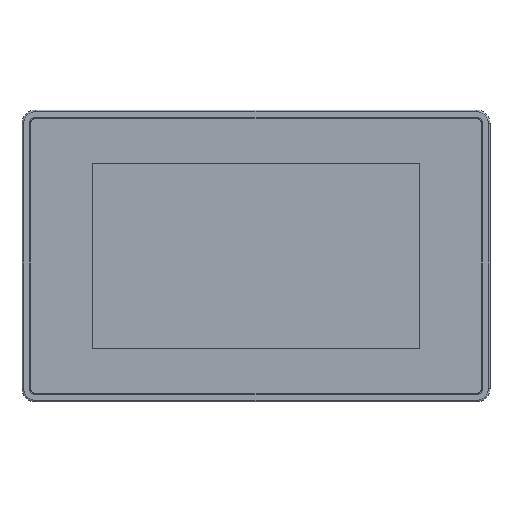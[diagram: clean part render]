
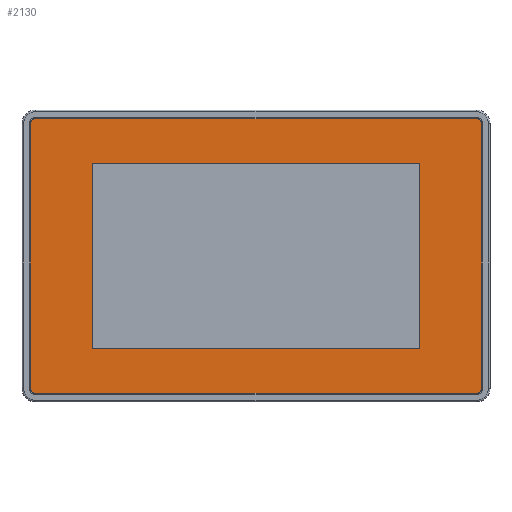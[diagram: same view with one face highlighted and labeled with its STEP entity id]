
A CAD part, top view. The second image highlights one B-rep face of the part: STEP entity #2130.
In plain terms, the highlighted planar face has unit normal (0, 0, 1).
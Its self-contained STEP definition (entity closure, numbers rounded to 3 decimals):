
#70 = EDGE_CURVE ( 'NONE', #3920, #7678, #683, .T. ) ;
#92 = CARTESIAN_POINT ( 'NONE',  ( 48.15, 27.25, 0. ) ) ;
#173 = CARTESIAN_POINT ( 'NONE',  ( 64.85, -38.95, 0. ) ) ;
#229 = FACE_OUTER_BOUND ( 'NONE', #2067, .T. ) ;
#423 = PLANE ( 'NONE',  #6280 ) ;
#613 = CARTESIAN_POINT ( 'NONE',  ( -48.15, -27.25, 0. ) ) ;
#683 = CIRCLE ( 'NONE', #1901, 1.5 ) ;
#946 = CARTESIAN_POINT ( 'NONE',  ( -48.15, -27.25, 0. ) ) ;
#956 = EDGE_CURVE ( 'NONE', #4523, #8285, #2289, .T. ) ;
#1036 = CARTESIAN_POINT ( 'NONE',  ( 48.15, -27.25, 0. ) ) ;
#1119 = DIRECTION ( 'NONE',  ( 1., 0., 0. ) ) ;
#1609 = DIRECTION ( 'NONE',  ( 1., 0., 0. ) ) ;
#1686 = CARTESIAN_POINT ( 'NONE',  ( -66.35, 38.95, 0. ) ) ;
#1694 = DIRECTION ( 'NONE',  ( 1., 0., 0. ) ) ;
#1726 = EDGE_CURVE ( 'NONE', #5569, #3920, #6769, .T. ) ;
#1775 = LINE ( 'NONE', #1686, #5711 ) ;
#1782 = VECTOR ( 'NONE', #2592, 1000. ) ;
#1872 = LINE ( 'NONE', #7540, #5558 ) ;
#1901 = AXIS2_PLACEMENT_3D ( 'NONE', #6276, #9145, #8437 ) ;
#1932 = VECTOR ( 'NONE', #8168, 1000. ) ;
#2006 = CARTESIAN_POINT ( 'NONE',  ( -64.85, -38.95, 0. ) ) ;
#2050 = VECTOR ( 'NONE', #6567, 1000. ) ;
#2067 = EDGE_LOOP ( 'NONE', ( #5412, #3663, #2413, #6043, #2669, #8207, #4755, #8275 ) ) ;
#2130 = ADVANCED_FACE ( 'NONE', ( #8874, #229 ), #423, .F. ) ;
#2289 = LINE ( 'NONE', #946, #6734 ) ;
#2332 = CARTESIAN_POINT ( 'NONE',  ( 66.35, -38.95, 0. ) ) ;
#2413 = ORIENTED_EDGE ( 'NONE', *, *, #5446, .T. ) ;
#2486 = EDGE_CURVE ( 'NONE', #3800, #5569, #7631, .T. ) ;
#2592 = DIRECTION ( 'NONE',  ( 1., 0., 0. ) ) ;
#2596 = VERTEX_POINT ( 'NONE', #7681 ) ;
#2669 = ORIENTED_EDGE ( 'NONE', *, *, #2486, .T. ) ;
#2863 = CARTESIAN_POINT ( 'NONE',  ( -48.15, 27.25, 0. ) ) ;
#2867 = VERTEX_POINT ( 'NONE', #5452 ) ;
#2989 = CARTESIAN_POINT ( 'NONE',  ( -48.15, 27.25, 0. ) ) ;
#3113 = DIRECTION ( 'NONE',  ( 0., 0., 1. ) ) ;
#3224 = CARTESIAN_POINT ( 'NONE',  ( 0., 0., 0. ) ) ;
#3432 = CARTESIAN_POINT ( 'NONE',  ( -66.35, -38.95, 0. ) ) ;
#3525 = VERTEX_POINT ( 'NONE', #7212 ) ;
#3619 = EDGE_CURVE ( 'NONE', #3525, #2596, #5408, .T. ) ;
#3663 = ORIENTED_EDGE ( 'NONE', *, *, #3949, .T. ) ;
#3800 = VERTEX_POINT ( 'NONE', #7148 ) ;
#3920 = VERTEX_POINT ( 'NONE', #5229 ) ;
#3949 = EDGE_CURVE ( 'NONE', #2596, #6092, #1775, .T. ) ;
#3960 = CARTESIAN_POINT ( 'NONE',  ( -64.85, -40.45, 0. ) ) ;
#4345 = AXIS2_PLACEMENT_3D ( 'NONE', #6049, #6129, #1694 ) ;
#4355 = VECTOR ( 'NONE', #9249, 1000. ) ;
#4523 = VERTEX_POINT ( 'NONE', #613 ) ;
#4755 = ORIENTED_EDGE ( 'NONE', *, *, #70, .T. ) ;
#4887 = DIRECTION ( 'NONE',  ( 1., 0., 0. ) ) ;
#4950 = VERTEX_POINT ( 'NONE', #2863 ) ;
#5229 = CARTESIAN_POINT ( 'NONE',  ( 66.35, 38.95, 0. ) ) ;
#5408 = CIRCLE ( 'NONE', #4345, 1.5 ) ;
#5412 = ORIENTED_EDGE ( 'NONE', *, *, #3619, .T. ) ;
#5427 = ORIENTED_EDGE ( 'NONE', *, *, #7933, .F. ) ;
#5446 = EDGE_CURVE ( 'NONE', #6092, #2867, #7462, .T. ) ;
#5452 = CARTESIAN_POINT ( 'NONE',  ( -64.85, -40.45, 0. ) ) ;
#5495 = EDGE_CURVE ( 'NONE', #8627, #4950, #7226, .T. ) ;
#5514 = EDGE_CURVE ( 'NONE', #7678, #3525, #8630, .T. ) ;
#5558 = VECTOR ( 'NONE', #8987, 1000. ) ;
#5569 = VERTEX_POINT ( 'NONE', #2332 ) ;
#5711 = VECTOR ( 'NONE', #6688, 1000. ) ;
#5877 = CARTESIAN_POINT ( 'NONE',  ( 64.85, 40.45, 0. ) ) ;
#6043 = ORIENTED_EDGE ( 'NONE', *, *, #6109, .T. ) ;
#6049 = CARTESIAN_POINT ( 'NONE',  ( -64.85, 38.95, 0. ) ) ;
#6067 = ORIENTED_EDGE ( 'NONE', *, *, #5495, .F. ) ;
#6092 = VERTEX_POINT ( 'NONE', #3432 ) ;
#6096 = DIRECTION ( 'NONE',  ( 0., 0., -1. ) ) ;
#6109 = EDGE_CURVE ( 'NONE', #2867, #3800, #7715, .T. ) ;
#6129 = DIRECTION ( 'NONE',  ( 0., 0., 1. ) ) ;
#6276 = CARTESIAN_POINT ( 'NONE',  ( 64.85, 38.95, 0. ) ) ;
#6280 = AXIS2_PLACEMENT_3D ( 'NONE', #3224, #6096, #8115 ) ;
#6522 = DIRECTION ( 'NONE',  ( -1., 0., 0. ) ) ;
#6560 = AXIS2_PLACEMENT_3D ( 'NONE', #2006, #7704, #4887 ) ;
#6567 = DIRECTION ( 'NONE',  ( -1., 0., 0. ) ) ;
#6688 = DIRECTION ( 'NONE',  ( 0., -1., 0. ) ) ;
#6734 = VECTOR ( 'NONE', #1609, 1000. ) ;
#6769 = LINE ( 'NONE', #7466, #1932 ) ;
#7148 = CARTESIAN_POINT ( 'NONE',  ( 64.85, -40.45, 0. ) ) ;
#7212 = CARTESIAN_POINT ( 'NONE',  ( -64.85, 40.45, 0. ) ) ;
#7226 = LINE ( 'NONE', #2989, #8964 ) ;
#7411 = ORIENTED_EDGE ( 'NONE', *, *, #956, .F. ) ;
#7462 = CIRCLE ( 'NONE', #6560, 1.5 ) ;
#7466 = CARTESIAN_POINT ( 'NONE',  ( 66.35, -38.95, 0. ) ) ;
#7473 = EDGE_CURVE ( 'NONE', #4950, #4523, #1872, .T. ) ;
#7485 = AXIS2_PLACEMENT_3D ( 'NONE', #173, #3113, #1119 ) ;
#7500 = ORIENTED_EDGE ( 'NONE', *, *, #7473, .F. ) ;
#7540 = CARTESIAN_POINT ( 'NONE',  ( -48.15, -27.25, 0. ) ) ;
#7631 = CIRCLE ( 'NONE', #7485, 1.5 ) ;
#7678 = VERTEX_POINT ( 'NONE', #5877 ) ;
#7681 = CARTESIAN_POINT ( 'NONE',  ( -66.35, 38.95, 0. ) ) ;
#7704 = DIRECTION ( 'NONE',  ( 0., 0., 1. ) ) ;
#7715 = LINE ( 'NONE', #3960, #1782 ) ;
#7933 = EDGE_CURVE ( 'NONE', #8285, #8627, #9208, .T. ) ;
#8115 = DIRECTION ( 'NONE',  ( -1., 0., 0. ) ) ;
#8118 = CARTESIAN_POINT ( 'NONE',  ( 64.85, 40.45, 0. ) ) ;
#8168 = DIRECTION ( 'NONE',  ( 0., 1., 0. ) ) ;
#8207 = ORIENTED_EDGE ( 'NONE', *, *, #1726, .T. ) ;
#8275 = ORIENTED_EDGE ( 'NONE', *, *, #5514, .T. ) ;
#8285 = VERTEX_POINT ( 'NONE', #1036 ) ;
#8427 = EDGE_LOOP ( 'NONE', ( #6067, #5427, #7411, #7500 ) ) ;
#8437 = DIRECTION ( 'NONE',  ( 1., 0., 0. ) ) ;
#8622 = CARTESIAN_POINT ( 'NONE',  ( 48.15, -27.25, 0. ) ) ;
#8627 = VERTEX_POINT ( 'NONE', #92 ) ;
#8630 = LINE ( 'NONE', #8118, #2050 ) ;
#8874 = FACE_BOUND ( 'NONE', #8427, .T. ) ;
#8964 = VECTOR ( 'NONE', #6522, 1000. ) ;
#8987 = DIRECTION ( 'NONE',  ( 0., -1., 0. ) ) ;
#9145 = DIRECTION ( 'NONE',  ( 0., 0., 1. ) ) ;
#9208 = LINE ( 'NONE', #8622, #4355 ) ;
#9249 = DIRECTION ( 'NONE',  ( 0., 1., 0. ) ) ;
